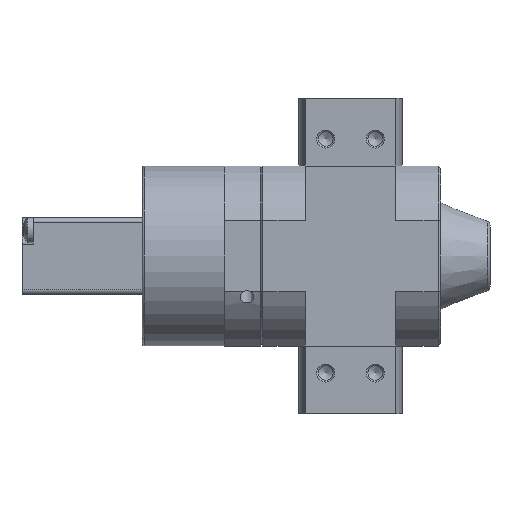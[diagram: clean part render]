
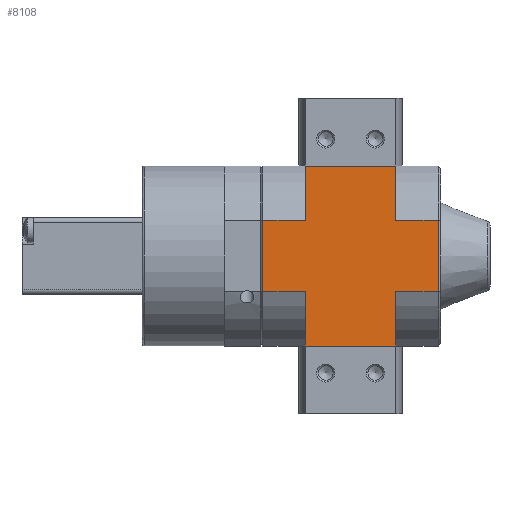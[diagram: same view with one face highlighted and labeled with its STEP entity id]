
A CAD part, left-side view. The second image highlights one B-rep face of the part: STEP entity #8108.
In plain terms, the highlighted face is planar.
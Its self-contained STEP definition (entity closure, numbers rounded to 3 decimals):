
#166=PLANE('',#8611);
#949=ORIENTED_EDGE('',*,*,#2687,.T.);
#950=ORIENTED_EDGE('',*,*,#2688,.F.);
#951=ORIENTED_EDGE('',*,*,#2689,.T.);
#952=ORIENTED_EDGE('',*,*,#2657,.T.);
#953=ORIENTED_EDGE('',*,*,#2690,.F.);
#954=ORIENTED_EDGE('',*,*,#2691,.T.);
#955=ORIENTED_EDGE('',*,*,#2692,.F.);
#956=ORIENTED_EDGE('',*,*,#2693,.T.);
#957=ORIENTED_EDGE('',*,*,#2694,.F.);
#958=ORIENTED_EDGE('',*,*,#2679,.T.);
#959=ORIENTED_EDGE('',*,*,#2695,.T.);
#960=ORIENTED_EDGE('',*,*,#2696,.F.);
#2657=EDGE_CURVE('',#3523,#3522,#4098,.T.);
#2679=EDGE_CURVE('',#3541,#3540,#4108,.T.);
#2687=EDGE_CURVE('',#3547,#3548,#4116,.T.);
#2688=EDGE_CURVE('',#3549,#3548,#4117,.F.);
#2689=EDGE_CURVE('',#3549,#3523,#4118,.T.);
#2690=EDGE_CURVE('',#3550,#3522,#4119,.T.);
#2691=EDGE_CURVE('',#3550,#3551,#4120,.F.);
#2692=EDGE_CURVE('',#3552,#3551,#4121,.T.);
#2693=EDGE_CURVE('',#3552,#3553,#4122,.T.);
#2694=EDGE_CURVE('',#3541,#3553,#4123,.T.);
#2695=EDGE_CURVE('',#3540,#3554,#4124,.T.);
#2696=EDGE_CURVE('',#3547,#3554,#4125,.T.);
#3522=VERTEX_POINT('',#11664);
#3523=VERTEX_POINT('',#11666);
#3540=VERTEX_POINT('',#11720);
#3541=VERTEX_POINT('',#11722);
#3547=VERTEX_POINT('',#11737);
#3548=VERTEX_POINT('',#11738);
#3549=VERTEX_POINT('',#11740);
#3550=VERTEX_POINT('',#11743);
#3551=VERTEX_POINT('',#11745);
#3552=VERTEX_POINT('',#11747);
#3553=VERTEX_POINT('',#11749);
#3554=VERTEX_POINT('',#11752);
#4098=LINE('',#11665,#4565);
#4108=LINE('',#11721,#4575);
#4116=LINE('',#11736,#4583);
#4117=LINE('',#11739,#4584);
#4118=LINE('',#11741,#4585);
#4119=LINE('',#11742,#4586);
#4120=LINE('',#11744,#4587);
#4121=LINE('',#11746,#4588);
#4122=LINE('',#11748,#4589);
#4123=LINE('',#11750,#4590);
#4124=LINE('',#11751,#4591);
#4125=LINE('',#11753,#4592);
#4565=VECTOR('',#9521,1000.);
#4575=VECTOR('',#9555,1000.);
#4583=VECTOR('',#9565,1000.);
#4584=VECTOR('',#9566,1000.);
#4585=VECTOR('',#9567,1000.);
#4586=VECTOR('',#9568,1000.);
#4587=VECTOR('',#9569,1000.);
#4588=VECTOR('',#9570,1000.);
#4589=VECTOR('',#9571,1000.);
#4590=VECTOR('',#9572,1000.);
#4591=VECTOR('',#9573,1000.);
#4592=VECTOR('',#9574,1000.);
#5021=EDGE_LOOP('',(#949,#950,#951,#952,#953,#954,#955,#956,#957,#958,#959,
#960));
#5592=FACE_BOUND('',#5021,.T.);
#8108=ADVANCED_FACE('',(#5592),#166,.T.);
#8611=AXIS2_PLACEMENT_3D('',#11735,#9563,#9564);
#9521=DIRECTION('',(0.,-1.,0.));
#9555=DIRECTION('',(0.,1.,0.));
#9563=DIRECTION('',(0.,0.,1.));
#9564=DIRECTION('',(1.,0.,0.));
#9565=DIRECTION('',(-1.,0.,0.));
#9566=DIRECTION('',(0.,-1.,0.));
#9567=DIRECTION('',(-1.,0.,0.));
#9568=DIRECTION('',(-1.,0.,0.));
#9569=DIRECTION('',(0.,1.,0.));
#9570=DIRECTION('',(-1.,0.,0.));
#9571=DIRECTION('',(0.,1.,0.));
#9572=DIRECTION('',(-1.,0.,0.));
#9573=DIRECTION('',(-1.,0.,0.));
#9574=DIRECTION('',(0.,-1.,0.));
#11664=CARTESIAN_POINT('',(-20.,-10.,20.));
#11665=CARTESIAN_POINT('',(-20.,19.5,20.));
#11666=CARTESIAN_POINT('',(-20.,10.,20.));
#11720=CARTESIAN_POINT('',(20.,10.,20.));
#11721=CARTESIAN_POINT('',(20.,-19.5,20.));
#11722=CARTESIAN_POINT('',(20.,-10.,20.));
#11735=CARTESIAN_POINT('',(0.,0.,20.));
#11736=CARTESIAN_POINT('',(33.,19.5,20.));
#11737=CARTESIAN_POINT('',(7.89,19.5,20.));
#11738=CARTESIAN_POINT('',(-7.89,19.5,20.));
#11739=CARTESIAN_POINT('',(-7.89,27.,20.));
#11740=CARTESIAN_POINT('',(-7.89,10.,20.));
#11741=CARTESIAN_POINT('',(0.,10.,20.));
#11742=CARTESIAN_POINT('',(0.,-10.,20.));
#11743=CARTESIAN_POINT('',(-7.89,-10.,20.));
#11744=CARTESIAN_POINT('',(-7.89,-27.,20.));
#11745=CARTESIAN_POINT('',(-7.89,-19.5,20.));
#11746=CARTESIAN_POINT('',(33.,-19.5,20.));
#11747=CARTESIAN_POINT('',(7.89,-19.5,20.));
#11748=CARTESIAN_POINT('',(7.89,-27.,20.));
#11749=CARTESIAN_POINT('',(7.89,-10.,20.));
#11750=CARTESIAN_POINT('',(0.,-10.,20.));
#11751=CARTESIAN_POINT('',(0.,10.,20.));
#11752=CARTESIAN_POINT('',(7.89,10.,20.));
#11753=CARTESIAN_POINT('',(7.89,27.,20.));
